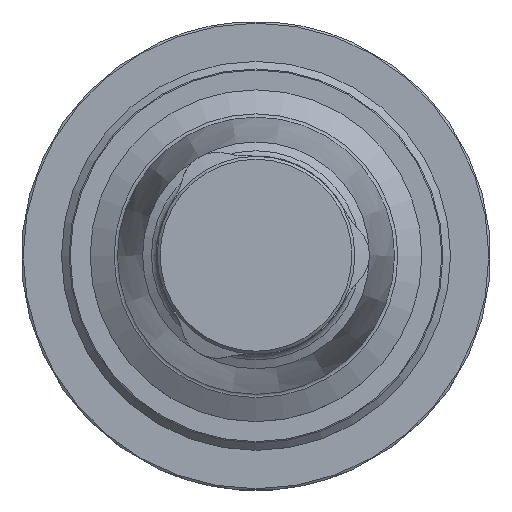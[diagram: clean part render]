
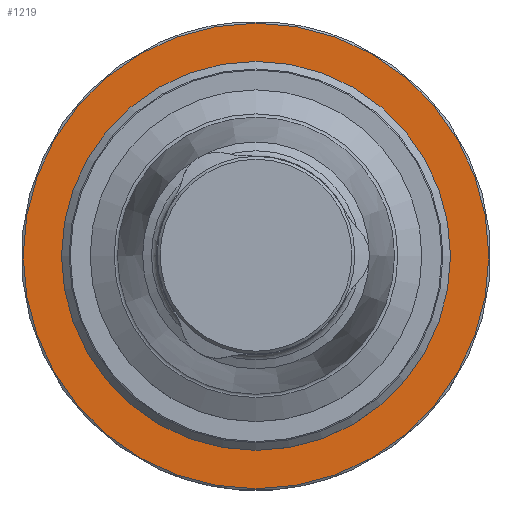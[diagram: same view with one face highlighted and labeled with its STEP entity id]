
A CAD part, top view. The second image highlights one B-rep face of the part: STEP entity #1219.
In plain terms, the highlighted planar face has unit normal (0, 0, 1).
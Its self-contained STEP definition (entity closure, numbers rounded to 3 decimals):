
#176=PLANE('',#1357);
#326=ORIENTED_EDGE('',*,*,#606,.T.);
#327=ORIENTED_EDGE('',*,*,#607,.F.);
#606=EDGE_CURVE('',#759,#759,#873,.T.);
#607=EDGE_CURVE('',#760,#760,#874,.T.);
#759=VERTEX_POINT('',#1977);
#760=VERTEX_POINT('',#1980);
#873=CIRCLE('',#1356,33.65);
#874=CIRCLE('',#1358,40.7);
#974=EDGE_LOOP('',(#326));
#975=EDGE_LOOP('',(#327));
#1104=FACE_BOUND('',#974,.T.);
#1105=FACE_BOUND('',#975,.T.);
#1219=ADVANCED_FACE('',(#1104,#1105),#176,.F.);
#1356=AXIS2_PLACEMENT_3D('',#1976,#1608,#1609);
#1357=AXIS2_PLACEMENT_3D('',#1978,#1610,#1611);
#1358=AXIS2_PLACEMENT_3D('',#1979,#1612,#1613);
#1608=DIRECTION('',(0.,0.,-1.));
#1609=DIRECTION('',(-1.,0.,0.));
#1610=DIRECTION('',(0.,0.,-1.));
#1611=DIRECTION('',(-1.,0.,0.));
#1612=DIRECTION('',(0.,0.,-1.));
#1613=DIRECTION('',(-1.,0.,0.));
#1976=CARTESIAN_POINT('',(0.,0.,-1.));
#1977=CARTESIAN_POINT('',(-33.65,0.,-1.));
#1978=CARTESIAN_POINT('',(-33.65,0.,-1.));
#1979=CARTESIAN_POINT('',(0.,0.,-1.));
#1980=CARTESIAN_POINT('',(-40.7,0.,-1.));
